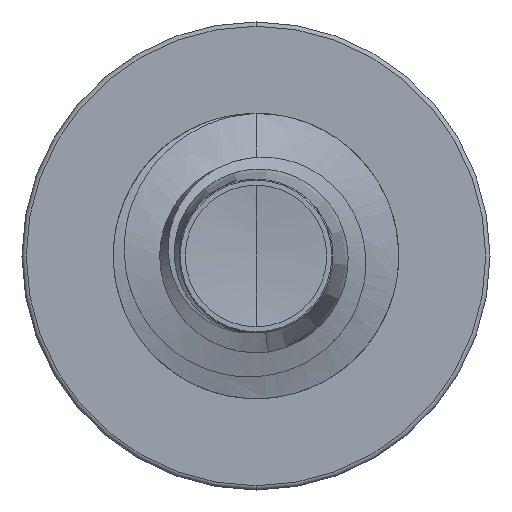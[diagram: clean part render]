
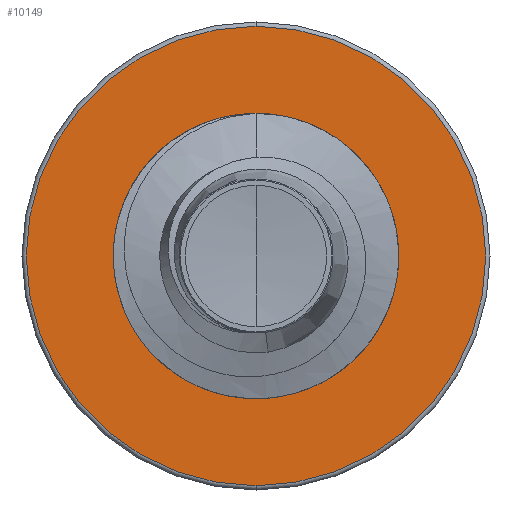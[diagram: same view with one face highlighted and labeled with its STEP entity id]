
A CAD part, front view. The second image highlights one B-rep face of the part: STEP entity #10149.
In plain terms, the highlighted planar face has unit normal (0, -1, 0).
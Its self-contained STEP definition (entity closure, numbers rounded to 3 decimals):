
#244 = DIRECTION ( 'NONE',  ( 0., 1., 0. ) ) ;
#1156 = CARTESIAN_POINT ( 'NONE',  ( 0., 10., 4.025 ) ) ;
#1774 = CARTESIAN_POINT ( 'NONE',  ( 0., 10., 2.415 ) ) ;
#1940 = EDGE_LOOP ( 'NONE', ( #10135, #10215 ) ) ;
#1994 = VERTEX_POINT ( 'NONE', #1156 ) ;
#2004 = CIRCLE ( 'NONE', #2829, 4.025 ) ;
#2196 = CIRCLE ( 'NONE', #10537, 2.415 ) ;
#2596 = CARTESIAN_POINT ( 'NONE',  ( 0., 10., -4.025 ) ) ;
#2816 = DIRECTION ( 'NONE',  ( 0., 1., 0. ) ) ;
#2829 = AXIS2_PLACEMENT_3D ( 'NONE', #5965, #11655, #7043 ) ;
#4041 = ORIENTED_EDGE ( 'NONE', *, *, #12125, .T. ) ;
#4154 = ORIENTED_EDGE ( 'NONE', *, *, #9206, .T. ) ;
#4293 = VERTEX_POINT ( 'NONE', #11496 ) ;
#4736 = CARTESIAN_POINT ( 'NONE',  ( 0., 10., 0. ) ) ;
#5156 = PLANE ( 'NONE',  #8733 ) ;
#5867 = DIRECTION ( 'NONE',  ( 0., 0., 1. ) ) ;
#5965 = CARTESIAN_POINT ( 'NONE',  ( 0., 10., 0. ) ) ;
#6328 = CARTESIAN_POINT ( 'NONE',  ( 0., 10., 0. ) ) ;
#6780 = AXIS2_PLACEMENT_3D ( 'NONE', #4736, #11051, #5867 ) ;
#6925 = CIRCLE ( 'NONE', #8099, 2.415 ) ;
#7043 = DIRECTION ( 'NONE',  ( 0., 0., 1. ) ) ;
#7315 = CARTESIAN_POINT ( 'NONE',  ( 0., 10., -2.415 ) ) ;
#7344 = DIRECTION ( 'NONE',  ( 0., 0., 1. ) ) ;
#8055 = CIRCLE ( 'NONE', #6780, 4.025 ) ;
#8099 = AXIS2_PLACEMENT_3D ( 'NONE', #9195, #2816, #10023 ) ;
#8362 = DIRECTION ( 'NONE',  ( 0., 0., 1. ) ) ;
#8733 = AXIS2_PLACEMENT_3D ( 'NONE', #7315, #244, #8362 ) ;
#9195 = CARTESIAN_POINT ( 'NONE',  ( 0., 10., 0. ) ) ;
#9206 = EDGE_CURVE ( 'NONE', #4293, #10258, #2196, .T. ) ;
#10023 = DIRECTION ( 'NONE',  ( 0., 0., 1. ) ) ;
#10135 = ORIENTED_EDGE ( 'NONE', *, *, #10626, .F. ) ;
#10149 = ADVANCED_FACE ( 'NONE', ( #12174, #10700 ), #5156, .F. ) ;
#10215 = ORIENTED_EDGE ( 'NONE', *, *, #10470, .F. ) ;
#10258 = VERTEX_POINT ( 'NONE', #1774 ) ;
#10470 = EDGE_CURVE ( 'NONE', #12061, #1994, #8055, .T. ) ;
#10537 = AXIS2_PLACEMENT_3D ( 'NONE', #6328, #11836, #7344 ) ;
#10626 = EDGE_CURVE ( 'NONE', #1994, #12061, #2004, .T. ) ;
#10700 = FACE_BOUND ( 'NONE', #11462, .T. ) ;
#11051 = DIRECTION ( 'NONE',  ( 0., 1., 0. ) ) ;
#11462 = EDGE_LOOP ( 'NONE', ( #4041, #4154 ) ) ;
#11496 = CARTESIAN_POINT ( 'NONE',  ( 0., 10., -2.415 ) ) ;
#11655 = DIRECTION ( 'NONE',  ( 0., 1., 0. ) ) ;
#11836 = DIRECTION ( 'NONE',  ( 0., 1., 0. ) ) ;
#12061 = VERTEX_POINT ( 'NONE', #2596 ) ;
#12125 = EDGE_CURVE ( 'NONE', #10258, #4293, #6925, .T. ) ;
#12174 = FACE_OUTER_BOUND ( 'NONE', #1940, .T. ) ;
